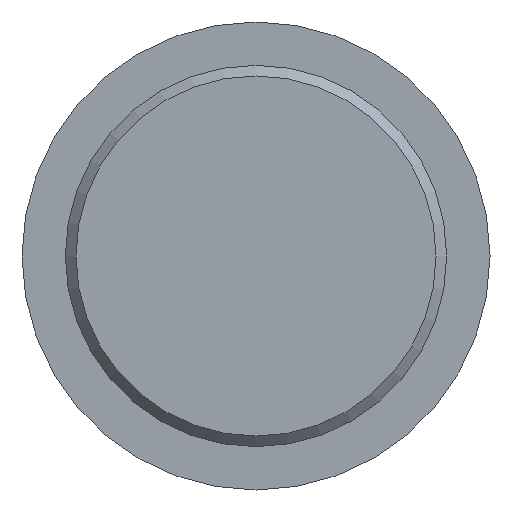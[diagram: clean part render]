
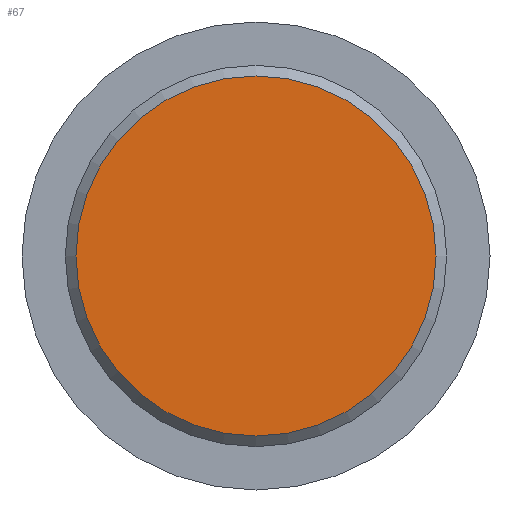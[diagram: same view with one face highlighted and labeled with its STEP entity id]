
A CAD part, front view. The second image highlights one B-rep face of the part: STEP entity #67.
In plain terms, the highlighted planar face has unit normal (0, -1, 0).
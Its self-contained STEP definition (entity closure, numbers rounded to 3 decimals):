
#67 = ADVANCED_FACE( '', ( #139 ), #140, .F. );
#139 = FACE_OUTER_BOUND( '', #216, .T. );
#140 = PLANE( '', #217 );
#216 = EDGE_LOOP( '', ( #340 ) );
#217 = AXIS2_PLACEMENT_3D( '', #341, #342, #343 );
#340 = ORIENTED_EDGE( '', *, *, #452, .T. );
#341 = CARTESIAN_POINT( '', ( 10.387, -14., 0. ) );
#342 = DIRECTION( '', ( 0., 1., 0. ) );
#343 = DIRECTION( '', ( 0., 0., 1. ) );
#452 = EDGE_CURVE( '', #531, #531, #532, .T. );
#531 = VERTEX_POINT( '', #690 );
#532 = CIRCLE( '', #691, 10.387 );
#690 = CARTESIAN_POINT( '', ( 0., -14., -10.387 ) );
#691 = AXIS2_PLACEMENT_3D( '', #755, #756, #757 );
#755 = CARTESIAN_POINT( '', ( 0., -14., 0. ) );
#756 = DIRECTION( '', ( 0., -1., 0. ) );
#757 = DIRECTION( '', ( 0., 0., -1. ) );
